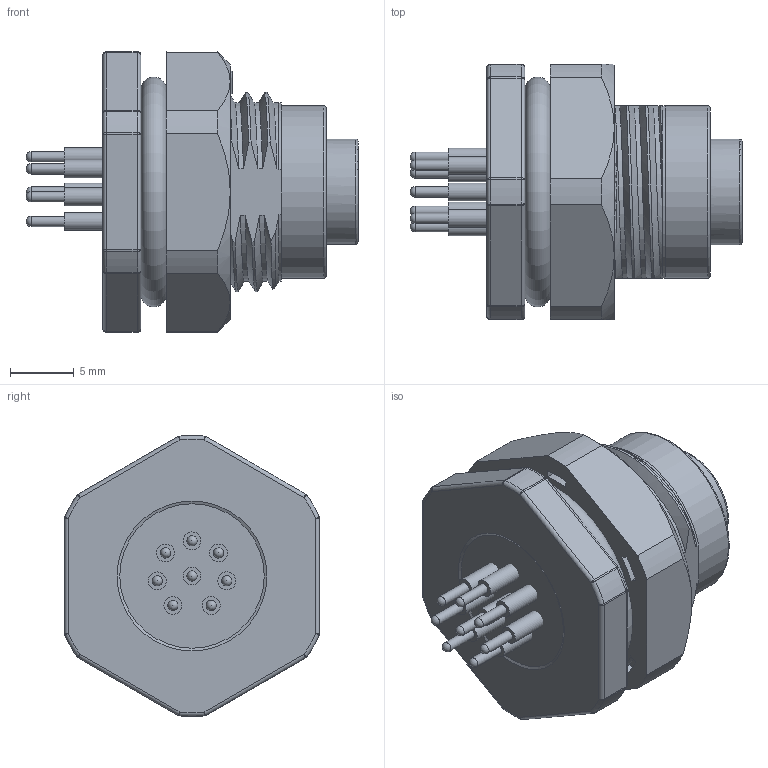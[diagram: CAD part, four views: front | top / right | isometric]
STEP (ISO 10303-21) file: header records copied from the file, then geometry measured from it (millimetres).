
FILE_DESCRIPTION(/* description */ ('Unknown'),/* implementation_level */ '2;1');
FILE_NAME(/* name */ '643220100408',/* time_stamp */ '2022-09-19T10:00:14+02:00',/* author */ ('Unknown'),/* organization */ ('Unknown'),/* preprocessor_version */ 'ST-DEVELOPER v16.7',/* originating_system */ 'Solid Edge',/* authorisation */ 'Unknown');
FILE_SCHEMA (('AUTOMOTIVE_DESIGN {1 0 10303 214 3 1 1}'));
Length unit declared in the file: millimetre
Products named in the file (8): 6432201004xx; 643120100408; 643xx01004xx_Mating O-Ring; 6431201004xx_Shell; 643220100408_Pin; 6432201004xx_Resin; 643xx01004xx_Panel O-Ring; 643xx01004xx_Panel Nut
Assembly tree (14 placements, depth 2):
  6432201004xx
    643120100408
    643xx01004xx_Mating O-Ring
    6431201004xx_Shell
    643220100408_Pin  x8
    6432201004xx_Resin
    643xx01004xx_Panel O-Ring
    643xx01004xx_Panel Nut
Bounding box: 26 x 20 x 21.99 mm (x, y, z)
Volume: 4041.3 mm3; surface area: 6270.5 mm2
Topology: 14 solids, 14 shells, 833 faces, 2024 edges, 1292 vertices
Faces by surface type: plane 400, cylinder 244, cone 79, torus 46, bspline 32, sphere 32
Full cylindrical faces by diameter (mm): 0.8 x16, 1 x8, 1.1 x8, 1.3 x8, 1.4 x40, 1.45 x8, 1.5 x32, 1.6 x16, 8.3 x1, 8.74 x4, 9.14 x2, 10.58 x1, 10.6 x1, 12 x7, 13.5 x1, 16 x3
Entity records: 28908 total; most frequent: CARTESIAN_POINT 16453, ORIENTED_EDGE 2486, DIRECTION 2447, EDGE_CURVE 1243, AXIS2_PLACEMENT_3D 848, VERTEX_POINT 844, LINE 751, VECTOR 751
